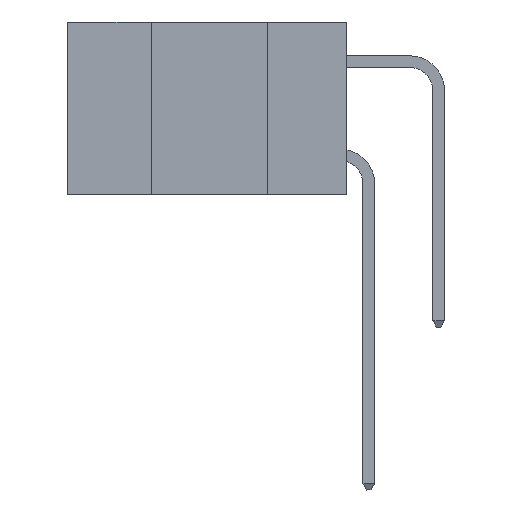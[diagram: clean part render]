
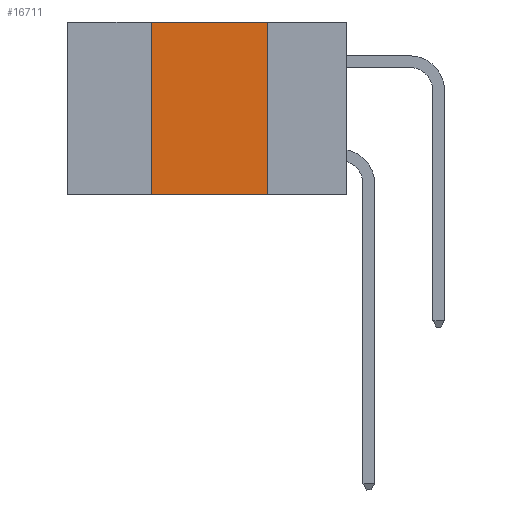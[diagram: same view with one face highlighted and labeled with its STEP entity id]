
A CAD part, left-side view. The second image highlights one B-rep face of the part: STEP entity #16711.
In plain terms, the highlighted planar face has unit normal (-1, 0, 0).
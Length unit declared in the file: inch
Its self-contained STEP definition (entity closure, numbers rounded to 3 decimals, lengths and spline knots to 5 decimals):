
#403 = CARTESIAN_POINT ( 'NONE',  ( 0., 0.17, 0. ) ) ;
#2540 = EDGE_CURVE ( 'NONE', #8957, #15163, #19899, .T. ) ;
#2795 = VECTOR ( 'NONE', #12681, 39.37008 ) ;
#3319 = LINE ( 'NONE', #403, #2795 ) ;
#4950 = DIRECTION ( 'NONE',  ( 0., 0., -1. ) ) ;
#5185 = DIRECTION ( 'NONE',  ( 0., 0., 1. ) ) ;
#5244 = VERTEX_POINT ( 'NONE', #13868 ) ;
#6611 = ORIENTED_EDGE ( 'NONE', *, *, #2540, .F. ) ;
#6650 = CARTESIAN_POINT ( 'NONE',  ( 0., 0.6, 0. ) ) ;
#6919 = VECTOR ( 'NONE', #16406, 39.37008 ) ;
#7573 = CARTESIAN_POINT ( 'NONE',  ( 0., 0.17, 0. ) ) ;
#8957 = VERTEX_POINT ( 'NONE', #20194 ) ;
#9820 = VECTOR ( 'NONE', #5185, 39.37008 ) ;
#10998 = DIRECTION ( 'NONE',  ( 0., -1., 0. ) ) ;
#12641 = VERTEX_POINT ( 'NONE', #7573 ) ;
#12681 = DIRECTION ( 'NONE',  ( 0., 0., -1. ) ) ;
#13821 = CARTESIAN_POINT ( 'NONE',  ( 0., 0.42, 0. ) ) ;
#13868 = CARTESIAN_POINT ( 'NONE',  ( 0., 0.17, -0.37 ) ) ;
#14008 = ORIENTED_EDGE ( 'NONE', *, *, #18220, .F. ) ;
#14517 = CARTESIAN_POINT ( 'NONE',  ( 0., 0.6, 0. ) ) ;
#14616 = ORIENTED_EDGE ( 'NONE', *, *, #16987, .F. ) ;
#15163 = VERTEX_POINT ( 'NONE', #20521 ) ;
#15463 = LINE ( 'NONE', #16388, #19803 ) ;
#15464 = DIRECTION ( 'NONE',  ( 1., 0., 0. ) ) ;
#15687 = EDGE_CURVE ( 'NONE', #8957, #5244, #15463, .T. ) ;
#16388 = CARTESIAN_POINT ( 'NONE',  ( 0., 0.6, -0.37 ) ) ;
#16406 = DIRECTION ( 'NONE',  ( 0., -1., 0. ) ) ;
#16711 = ADVANCED_FACE ( 'NONE', ( #22259 ), #22695, .F. ) ;
#16987 = EDGE_CURVE ( 'NONE', #12641, #5244, #3319, .T. ) ;
#17212 = AXIS2_PLACEMENT_3D ( 'NONE', #6650, #15464, #4950 ) ;
#18220 = EDGE_CURVE ( 'NONE', #15163, #12641, #21155, .T. ) ;
#19803 = VECTOR ( 'NONE', #10998, 39.37008 ) ;
#19899 = LINE ( 'NONE', #13821, #9820 ) ;
#20194 = CARTESIAN_POINT ( 'NONE',  ( 0., 0.42, -0.37 ) ) ;
#20521 = CARTESIAN_POINT ( 'NONE',  ( 0., 0.42, 0. ) ) ;
#20894 = ORIENTED_EDGE ( 'NONE', *, *, #15687, .T. ) ;
#21155 = LINE ( 'NONE', #14517, #6919 ) ;
#21852 = EDGE_LOOP ( 'NONE', ( #14616, #14008, #6611, #20894 ) ) ;
#22259 = FACE_OUTER_BOUND ( 'NONE', #21852, .T. ) ;
#22695 = PLANE ( 'NONE',  #17212 ) ;
